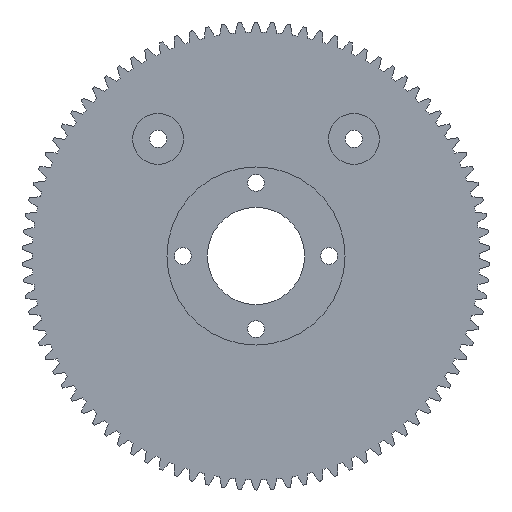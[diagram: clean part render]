
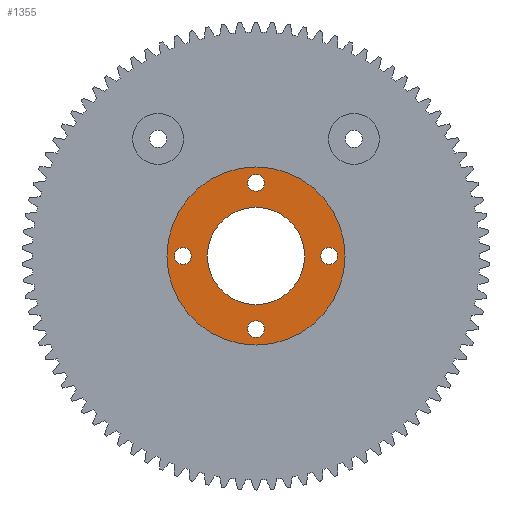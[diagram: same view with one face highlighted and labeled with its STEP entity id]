
A CAD part, left-side view. The second image highlights one B-rep face of the part: STEP entity #1355.
In plain terms, the highlighted planar face has unit normal (-1, 0, 0).
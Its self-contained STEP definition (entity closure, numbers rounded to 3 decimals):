
#1355=ADVANCED_FACE('',(#2888,#2889,#2890,#2891,#2892,#2893),#2894,.F.);
#2888=FACE_BOUND('',#4587,.T.);
#2889=FACE_BOUND('',#4588,.T.);
#2890=FACE_BOUND('',#4589,.T.);
#2891=FACE_BOUND('',#4590,.T.);
#2892=FACE_BOUND('',#4591,.T.);
#2893=FACE_OUTER_BOUND('',#4592,.T.);
#2894=PLANE('',#4593);
#4587=EDGE_LOOP('',(#8723));
#4588=EDGE_LOOP('',(#8724));
#4589=EDGE_LOOP('',(#8725));
#4590=EDGE_LOOP('',(#8726));
#4591=EDGE_LOOP('',(#8727));
#4592=EDGE_LOOP('',(#8728));
#4593=AXIS2_PLACEMENT_3D('',#8729,#8730,#8731);
#8723=ORIENTED_EDGE('',*,*,#10629,.T.);
#8724=ORIENTED_EDGE('',*,*,#11987,.T.);
#8725=ORIENTED_EDGE('',*,*,#10901,.T.);
#8726=ORIENTED_EDGE('',*,*,#12052,.T.);
#8727=ORIENTED_EDGE('',*,*,#12255,.F.);
#8728=ORIENTED_EDGE('',*,*,#10898,.T.);
#8729=CARTESIAN_POINT('',(2.0,0.0,0.0));
#8730=DIRECTION('',(1.0,0.0,0.0));
#8731=DIRECTION('',(0.0,0.0,-1.0));
#10629=EDGE_CURVE('',#12849,#12849,#12850,.T.);
#10898=EDGE_CURVE('',#13321,#13321,#13322,.T.);
#10901=EDGE_CURVE('',#13326,#13326,#13327,.T.);
#11987=EDGE_CURVE('',#15100,#15100,#15101,.T.);
#12052=EDGE_CURVE('',#15191,#15191,#15192,.T.);
#12255=EDGE_CURVE('',#15462,#15462,#15463,.F.);
#12849=VERTEX_POINT('',#16166);
#12850=CIRCLE('',#16167,3.3);
#13321=VERTEX_POINT('',#16807);
#13322=CIRCLE('',#16808,35.0);
#13326=VERTEX_POINT('',#16812);
#13327=CIRCLE('',#16813,3.3);
#15100=VERTEX_POINT('',#19280);
#15101=CIRCLE('',#19281,3.3);
#15191=VERTEX_POINT('',#19403);
#15192=CIRCLE('',#19404,3.3);
#15462=VERTEX_POINT('',#19783);
#15463=CIRCLE('',#19784,19.1);
#16166=CARTESIAN_POINT('',(2.0,28.75,-3.3));
#16167=AXIS2_PLACEMENT_3D('',#20673,#20674,#20675);
#16807=CARTESIAN_POINT('',(2.0,-35.0,0.0));
#16808=AXIS2_PLACEMENT_3D('',#20971,#20972,#20973);
#16812=CARTESIAN_POINT('',(2.0,-28.75,-3.3));
#16813=AXIS2_PLACEMENT_3D('',#20977,#20978,#20979);
#19280=CARTESIAN_POINT('',(2.0,0.,-32.05));
#19281=AXIS2_PLACEMENT_3D('',#22319,#22320,#22321);
#19403=CARTESIAN_POINT('',(2.0,0.,25.45));
#19404=AXIS2_PLACEMENT_3D('',#22390,#22391,#22392);
#19783=CARTESIAN_POINT('',(2.0,0.,-19.1));
#19784=AXIS2_PLACEMENT_3D('',#22577,#22578,#22579);
#20673=CARTESIAN_POINT('',(2.0,28.75,0.));
#20674=DIRECTION('',(1.0,0.0,0.0));
#20675=DIRECTION('',(0.0,0.0,-1.0));
#20971=CARTESIAN_POINT('',(2.0,0.0,0.0));
#20972=DIRECTION('',(-1.0,0.0,0.0));
#20973=DIRECTION('',(0.0,-1.0,0.0));
#20977=CARTESIAN_POINT('',(2.0,-28.75,0.));
#20978=DIRECTION('',(1.0,0.0,0.0));
#20979=DIRECTION('',(0.0,0.0,-1.0));
#22319=CARTESIAN_POINT('',(2.0,0.,-28.75));
#22320=DIRECTION('',(1.0,0.0,0.0));
#22321=DIRECTION('',(0.0,0.0,-1.0));
#22390=CARTESIAN_POINT('',(2.0,0.,28.75));
#22391=DIRECTION('',(1.0,0.0,0.0));
#22392=DIRECTION('',(0.0,0.0,-1.0));
#22577=CARTESIAN_POINT('',(2.0,0.0,0.0));
#22578=DIRECTION('',(1.0,0.0,0.0));
#22579=DIRECTION('',(0.0,0.0,-1.0));
